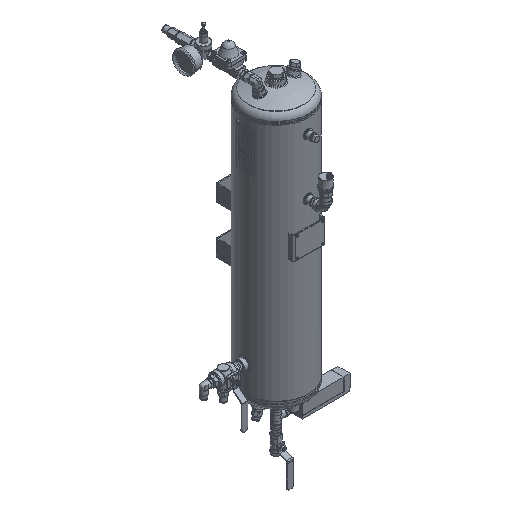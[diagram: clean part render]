
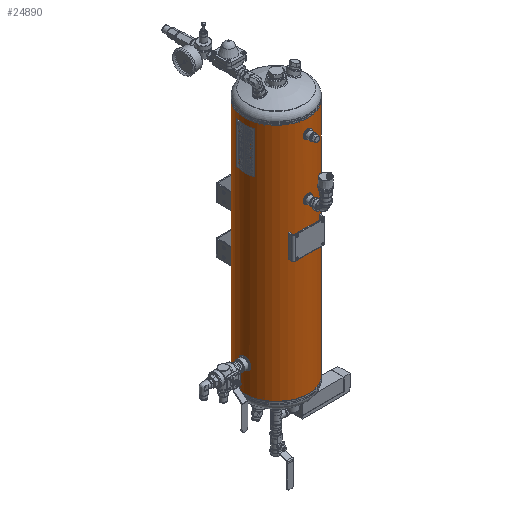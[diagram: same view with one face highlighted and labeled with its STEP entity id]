
A CAD part, isometric view. The second image highlights one B-rep face of the part: STEP entity #24890.
In plain terms, the highlighted cylindrical face has radius 100 mm (diameter 200 mm), a partial arc.
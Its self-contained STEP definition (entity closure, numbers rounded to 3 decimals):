
#1746=B_SPLINE_CURVE_WITH_KNOTS('',3,(#43544,#43545,#43546,#43547,#43548,
#43549,#43550,#43551,#43552,#43553,#43554,#43555,#43556,#43557,#43558,#43559,
#43560,#43561,#43562),.UNSPECIFIED.,.T.,.F.,(1,1,1,1,1,1,1,1,1,1,1,1,1,
1,1,1,1,1,1,1,1,1,1),(-0.012,-0.008,-0.004,
0.,0.004,0.008,0.012,
0.016,0.02,0.023,0.027,
0.031,0.035,0.039,0.043,
0.047,0.051,0.055,0.059,
0.063,0.066,0.07,0.074),
 .UNSPECIFIED.);
#1747=B_SPLINE_CURVE_WITH_KNOTS('',3,(#43564,#43565,#43566,#43567,#43568,
#43569,#43570,#43571,#43572,#43573,#43574,#43575,#43576,#43577,#43578,#43579,
#43580,#43581,#43582),.UNSPECIFIED.,.T.,.F.,(1,1,1,1,1,1,1,1,1,1,1,1,1,
1,1,1,1,1,1,1,1,1,1),(-0.012,-0.008,-0.004,
0.,0.004,0.008,0.012,0.016,
0.02,0.023,0.027,0.031,
0.035,0.039,0.043,0.047,
0.051,0.055,0.059,0.063,
0.066,0.07,0.074),.UNSPECIFIED.);
#1748=B_SPLINE_CURVE_WITH_KNOTS('',3,(#43584,#43585,#43586,#43587,#43588,
#43589,#43590,#43591,#43592,#43593,#43594,#43595,#43596,#43597,#43598,#43599,
#43600,#43601,#43602),.UNSPECIFIED.,.T.,.F.,(1,1,1,1,1,1,1,1,1,1,1,1,1,
1,1,1,1,1,1,1,1,1,1),(-0.018,-0.012,-0.006,
0.,0.006,0.012,0.018,
0.023,0.029,0.035,0.041,
0.047,0.053,0.059,0.065,
0.07,0.076,0.082,0.088,
0.094,0.1,0.106,0.112),
 .UNSPECIFIED.);
#2905=LINE('',#43604,#4102);
#2906=LINE('',#43609,#4103);
#4102=VECTOR('',#36646,1000.);
#4103=VECTOR('',#36649,1000.);
#5304=ORIENTED_EDGE('',*,*,#12404,.T.);
#5305=ORIENTED_EDGE('',*,*,#12405,.T.);
#5306=ORIENTED_EDGE('',*,*,#12406,.T.);
#5307=ORIENTED_EDGE('',*,*,#12407,.T.);
#5308=ORIENTED_EDGE('',*,*,#12408,.T.);
#5309=ORIENTED_EDGE('',*,*,#12409,.F.);
#5310=ORIENTED_EDGE('',*,*,#12410,.F.);
#12404=EDGE_CURVE('',#15954,#15954,#1746,.T.);
#12405=EDGE_CURVE('',#15955,#15955,#1747,.T.);
#12406=EDGE_CURVE('',#15956,#15956,#1748,.T.);
#12407=EDGE_CURVE('',#15957,#15958,#2905,.T.);
#12408=EDGE_CURVE('',#15958,#15959,#18425,.T.);
#12409=EDGE_CURVE('',#15960,#15959,#2906,.T.);
#12410=EDGE_CURVE('',#15957,#15960,#18426,.T.);
#15954=VERTEX_POINT('',#43563);
#15955=VERTEX_POINT('',#43583);
#15956=VERTEX_POINT('',#43603);
#15957=VERTEX_POINT('',#43605);
#15958=VERTEX_POINT('',#43606);
#15959=VERTEX_POINT('',#43608);
#15960=VERTEX_POINT('',#43610);
#18425=CIRCLE('',#33818,100.);
#18426=CIRCLE('',#33819,100.);
#19594=EDGE_LOOP('',(#5304));
#19595=EDGE_LOOP('',(#5305));
#19596=EDGE_LOOP('',(#5306));
#19597=EDGE_LOOP('',(#5307,#5308,#5309,#5310));
#22029=FACE_BOUND('',#19594,.T.);
#22030=FACE_BOUND('',#19595,.T.);
#22031=FACE_BOUND('',#19596,.T.);
#22032=FACE_BOUND('',#19597,.T.);
#24468=CYLINDRICAL_SURFACE('',#33817,100.);
#24890=ADVANCED_FACE('',(#22029,#22030,#22031,#22032),#24468,.T.);
#33817=AXIS2_PLACEMENT_3D('',#43543,#36644,#36645);
#33818=AXIS2_PLACEMENT_3D('',#43607,#36647,#36648);
#33819=AXIS2_PLACEMENT_3D('',#43611,#36650,#36651);
#36644=DIRECTION('',(0.,-1.,0.));
#36645=DIRECTION('',(0.,0.,-1.));
#36646=DIRECTION('',(0.,-1.,0.));
#36647=DIRECTION('',(0.,1.,0.));
#36648=DIRECTION('',(1.,0.,0.));
#36649=DIRECTION('',(0.,-1.,0.));
#36650=DIRECTION('',(0.,1.,0.));
#36651=DIRECTION('',(1.,0.,0.));
#43543=CARTESIAN_POINT('',(0.,750.,0.));
#43544=CARTESIAN_POINT('',(-9.473,48.444,-99.554));
#43545=CARTESIAN_POINT('',(-10.262,44.497,-99.471));
#43546=CARTESIAN_POINT('',(-9.477,40.569,-99.553));
#43547=CARTESIAN_POINT('',(-7.254,37.244,-99.75));
#43548=CARTESIAN_POINT('',(-3.93,35.023,-99.946));
#43549=CARTESIAN_POINT('',(-0.006,34.24,-100.027));
#43550=CARTESIAN_POINT('',(3.922,35.019,-99.946));
#43551=CARTESIAN_POINT('',(7.252,37.242,-99.75));
#43552=CARTESIAN_POINT('',(9.478,40.57,-99.553));
#43553=CARTESIAN_POINT('',(10.26,44.496,-99.472));
#43554=CARTESIAN_POINT('',(9.481,48.422,-99.553));
#43555=CARTESIAN_POINT('',(7.262,51.747,-99.749));
#43556=CARTESIAN_POINT('',(3.94,53.974,-99.945));
#43557=CARTESIAN_POINT('',(0.01,54.761,-100.027));
#43558=CARTESIAN_POINT('',(-3.923,53.981,-99.946));
#43559=CARTESIAN_POINT('',(-7.249,51.759,-99.75));
#43560=CARTESIAN_POINT('',(-9.473,48.444,-99.554));
#43561=CARTESIAN_POINT('',(-10.262,44.497,-99.471));
#43562=CARTESIAN_POINT('',(-9.477,40.569,-99.553));
#43563=CARTESIAN_POINT('',(-10.,44.5,-99.499));
#43564=CARTESIAN_POINT('',(-9.473,224.444,-99.554));
#43565=CARTESIAN_POINT('',(-10.262,220.497,-99.471));
#43566=CARTESIAN_POINT('',(-9.477,216.569,-99.553));
#43567=CARTESIAN_POINT('',(-7.254,213.244,-99.75));
#43568=CARTESIAN_POINT('',(-3.93,211.023,-99.946));
#43569=CARTESIAN_POINT('',(-0.006,210.24,-100.027));
#43570=CARTESIAN_POINT('',(3.922,211.019,-99.946));
#43571=CARTESIAN_POINT('',(7.252,213.242,-99.75));
#43572=CARTESIAN_POINT('',(9.478,216.57,-99.553));
#43573=CARTESIAN_POINT('',(10.26,220.496,-99.472));
#43574=CARTESIAN_POINT('',(9.481,224.422,-99.553));
#43575=CARTESIAN_POINT('',(7.262,227.747,-99.749));
#43576=CARTESIAN_POINT('',(3.94,229.974,-99.945));
#43577=CARTESIAN_POINT('',(0.01,230.761,-100.027));
#43578=CARTESIAN_POINT('',(-3.923,229.981,-99.946));
#43579=CARTESIAN_POINT('',(-7.249,227.759,-99.75));
#43580=CARTESIAN_POINT('',(-9.473,224.444,-99.554));
#43581=CARTESIAN_POINT('',(-10.262,220.497,-99.471));
#43582=CARTESIAN_POINT('',(-9.477,216.569,-99.553));
#43583=CARTESIAN_POINT('',(-10.,220.5,-99.499));
#43584=CARTESIAN_POINT('',(-98.994,672.42,14.208));
#43585=CARTESIAN_POINT('',(-98.806,666.495,15.395));
#43586=CARTESIAN_POINT('',(-98.993,660.6,14.214));
#43587=CARTESIAN_POINT('',(-99.436,655.617,10.88));
#43588=CARTESIAN_POINT('',(-99.878,652.286,5.9));
#43589=CARTESIAN_POINT('',(-100.061,651.109,0.009));
#43590=CARTESIAN_POINT('',(-99.879,652.279,-5.887));
#43591=CARTESIAN_POINT('',(-99.437,655.615,-10.879));
#43592=CARTESIAN_POINT('',(-98.992,660.601,-14.215));
#43593=CARTESIAN_POINT('',(-98.807,666.494,-15.391));
#43594=CARTESIAN_POINT('',(-98.992,672.387,-14.219));
#43595=CARTESIAN_POINT('',(-99.435,677.371,-10.892));
#43596=CARTESIAN_POINT('',(-99.877,680.709,-5.914));
#43597=CARTESIAN_POINT('',(-100.061,681.893,-0.013));
#43598=CARTESIAN_POINT('',(-99.878,680.72,5.889));
#43599=CARTESIAN_POINT('',(-99.437,677.387,10.874));
#43600=CARTESIAN_POINT('',(-98.994,672.42,14.208));
#43601=CARTESIAN_POINT('',(-98.806,666.495,15.395));
#43602=CARTESIAN_POINT('',(-98.993,660.6,14.214));
#43603=CARTESIAN_POINT('',(-98.869,666.5,15.));
#43604=CARTESIAN_POINT('',(0.254,801.561,100.));
#43605=CARTESIAN_POINT('',(0.254,750.,100.));
#43606=CARTESIAN_POINT('',(0.254,0.,100.));
#43607=CARTESIAN_POINT('',(0.,0.,0.));
#43608=CARTESIAN_POINT('',(-0.254,0.,100.));
#43609=CARTESIAN_POINT('',(-0.254,801.561,100.));
#43610=CARTESIAN_POINT('',(-0.254,750.,100.));
#43611=CARTESIAN_POINT('',(0.,750.,0.));
